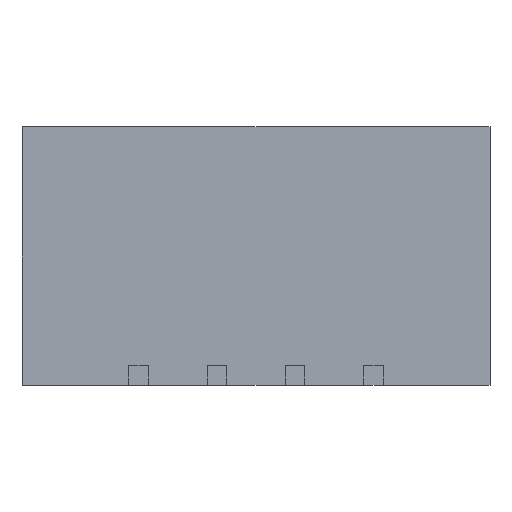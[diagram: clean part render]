
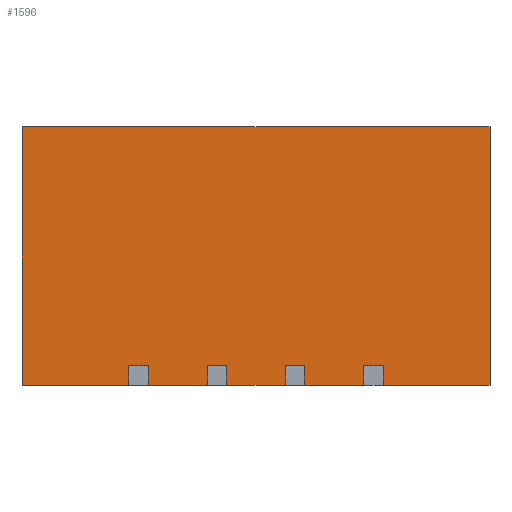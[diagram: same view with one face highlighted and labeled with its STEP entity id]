
A CAD part, front view. The second image highlights one B-rep face of the part: STEP entity #1596.
In plain terms, the highlighted planar face has unit normal (0, -1, 0).
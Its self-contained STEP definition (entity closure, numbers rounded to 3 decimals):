
#1026 = VERTEX_POINT('',#1027);
#1027 = CARTESIAN_POINT('',(5.975,-0.6,6.61));
#1078 = VERTEX_POINT('',#1079);
#1079 = CARTESIAN_POINT('',(-5.975,-0.6,6.61));
#1085 = EDGE_CURVE('',#1078,#1026,#1086,.T.);
#1086 = LINE('',#1087,#1088);
#1087 = CARTESIAN_POINT('',(-5.975,-0.6,6.61));
#1088 = VECTOR('',#1089,1.);
#1089 = DIRECTION('',(1.,0.,0.));
#1516 = VERTEX_POINT('',#1517);
#1517 = CARTESIAN_POINT('',(5.975,-0.6,0.01));
#1539 = EDGE_CURVE('',#1516,#1026,#1540,.T.);
#1540 = LINE('',#1541,#1542);
#1541 = CARTESIAN_POINT('',(5.975,-0.6,6.61));
#1542 = VECTOR('',#1543,1.);
#1543 = DIRECTION('',(0.,0.,1.));
#1564 = VERTEX_POINT('',#1565);
#1565 = CARTESIAN_POINT('',(-5.975,-0.6,0.01));
#1571 = EDGE_CURVE('',#1564,#1078,#1572,.T.);
#1572 = LINE('',#1573,#1574);
#1573 = CARTESIAN_POINT('',(-5.975,-0.6,6.61));
#1574 = VECTOR('',#1575,1.);
#1575 = DIRECTION('',(0.,0.,1.));
#1596 = ADVANCED_FACE('',(#1597),#1736,.F.);
#1597 = FACE_BOUND('',#1598,.T.);
#1598 = EDGE_LOOP('',(#1599,#1609,#1617,#1623,#1624,#1625,#1626,#1634,
    #1642,#1650,#1658,#1666,#1674,#1682,#1690,#1698,#1706,#1714,#1722,
    #1730));
#1599 = ORIENTED_EDGE('',*,*,#1600,.F.);
#1600 = EDGE_CURVE('',#1601,#1603,#1605,.T.);
#1601 = VERTEX_POINT('',#1602);
#1602 = CARTESIAN_POINT('',(3.25,-0.6,0.51));
#1603 = VERTEX_POINT('',#1604);
#1604 = CARTESIAN_POINT('',(2.75,-0.6,0.51));
#1605 = LINE('',#1606,#1607);
#1606 = CARTESIAN_POINT('',(-5.975,-0.6,0.51));
#1607 = VECTOR('',#1608,1.);
#1608 = DIRECTION('',(-1.,0.,0.));
#1609 = ORIENTED_EDGE('',*,*,#1610,.T.);
#1610 = EDGE_CURVE('',#1601,#1611,#1613,.T.);
#1611 = VERTEX_POINT('',#1612);
#1612 = CARTESIAN_POINT('',(3.25,-0.6,0.01));
#1613 = LINE('',#1614,#1615);
#1614 = CARTESIAN_POINT('',(3.25,-0.6,6.61));
#1615 = VECTOR('',#1616,1.);
#1616 = DIRECTION('',(0.,0.,-1.));
#1617 = ORIENTED_EDGE('',*,*,#1618,.T.);
#1618 = EDGE_CURVE('',#1611,#1516,#1619,.T.);
#1619 = LINE('',#1620,#1621);
#1620 = CARTESIAN_POINT('',(-5.975,-0.6,0.01));
#1621 = VECTOR('',#1622,1.);
#1622 = DIRECTION('',(1.,0.,0.));
#1623 = ORIENTED_EDGE('',*,*,#1539,.T.);
#1624 = ORIENTED_EDGE('',*,*,#1085,.F.);
#1625 = ORIENTED_EDGE('',*,*,#1571,.F.);
#1626 = ORIENTED_EDGE('',*,*,#1627,.T.);
#1627 = EDGE_CURVE('',#1564,#1628,#1630,.T.);
#1628 = VERTEX_POINT('',#1629);
#1629 = CARTESIAN_POINT('',(-3.25,-0.6,0.01));
#1630 = LINE('',#1631,#1632);
#1631 = CARTESIAN_POINT('',(-5.975,-0.6,0.01));
#1632 = VECTOR('',#1633,1.);
#1633 = DIRECTION('',(1.,0.,0.));
#1634 = ORIENTED_EDGE('',*,*,#1635,.T.);
#1635 = EDGE_CURVE('',#1628,#1636,#1638,.T.);
#1636 = VERTEX_POINT('',#1637);
#1637 = CARTESIAN_POINT('',(-3.25,-0.6,0.51));
#1638 = LINE('',#1639,#1640);
#1639 = CARTESIAN_POINT('',(-3.25,-0.6,6.61));
#1640 = VECTOR('',#1641,1.);
#1641 = DIRECTION('',(0.,0.,1.));
#1642 = ORIENTED_EDGE('',*,*,#1643,.F.);
#1643 = EDGE_CURVE('',#1644,#1636,#1646,.T.);
#1644 = VERTEX_POINT('',#1645);
#1645 = CARTESIAN_POINT('',(-2.75,-0.6,0.51));
#1646 = LINE('',#1647,#1648);
#1647 = CARTESIAN_POINT('',(-5.975,-0.6,0.51));
#1648 = VECTOR('',#1649,1.);
#1649 = DIRECTION('',(-1.,0.,0.));
#1650 = ORIENTED_EDGE('',*,*,#1651,.T.);
#1651 = EDGE_CURVE('',#1644,#1652,#1654,.T.);
#1652 = VERTEX_POINT('',#1653);
#1653 = CARTESIAN_POINT('',(-2.75,-0.6,0.01));
#1654 = LINE('',#1655,#1656);
#1655 = CARTESIAN_POINT('',(-2.75,-0.6,6.61));
#1656 = VECTOR('',#1657,1.);
#1657 = DIRECTION('',(0.,0.,-1.));
#1658 = ORIENTED_EDGE('',*,*,#1659,.T.);
#1659 = EDGE_CURVE('',#1652,#1660,#1662,.T.);
#1660 = VERTEX_POINT('',#1661);
#1661 = CARTESIAN_POINT('',(-1.25,-0.6,0.01));
#1662 = LINE('',#1663,#1664);
#1663 = CARTESIAN_POINT('',(-5.975,-0.6,0.01));
#1664 = VECTOR('',#1665,1.);
#1665 = DIRECTION('',(1.,0.,0.));
#1666 = ORIENTED_EDGE('',*,*,#1667,.T.);
#1667 = EDGE_CURVE('',#1660,#1668,#1670,.T.);
#1668 = VERTEX_POINT('',#1669);
#1669 = CARTESIAN_POINT('',(-1.25,-0.6,0.51));
#1670 = LINE('',#1671,#1672);
#1671 = CARTESIAN_POINT('',(-1.25,-0.6,6.61));
#1672 = VECTOR('',#1673,1.);
#1673 = DIRECTION('',(0.,0.,1.));
#1674 = ORIENTED_EDGE('',*,*,#1675,.F.);
#1675 = EDGE_CURVE('',#1676,#1668,#1678,.T.);
#1676 = VERTEX_POINT('',#1677);
#1677 = CARTESIAN_POINT('',(-0.75,-0.6,0.51));
#1678 = LINE('',#1679,#1680);
#1679 = CARTESIAN_POINT('',(-5.975,-0.6,0.51));
#1680 = VECTOR('',#1681,1.);
#1681 = DIRECTION('',(-1.,0.,0.));
#1682 = ORIENTED_EDGE('',*,*,#1683,.T.);
#1683 = EDGE_CURVE('',#1676,#1684,#1686,.T.);
#1684 = VERTEX_POINT('',#1685);
#1685 = CARTESIAN_POINT('',(-0.75,-0.6,0.01));
#1686 = LINE('',#1687,#1688);
#1687 = CARTESIAN_POINT('',(-0.75,-0.6,6.61));
#1688 = VECTOR('',#1689,1.);
#1689 = DIRECTION('',(0.,0.,-1.));
#1690 = ORIENTED_EDGE('',*,*,#1691,.T.);
#1691 = EDGE_CURVE('',#1684,#1692,#1694,.T.);
#1692 = VERTEX_POINT('',#1693);
#1693 = CARTESIAN_POINT('',(0.75,-0.6,0.01));
#1694 = LINE('',#1695,#1696);
#1695 = CARTESIAN_POINT('',(-5.975,-0.6,0.01));
#1696 = VECTOR('',#1697,1.);
#1697 = DIRECTION('',(1.,0.,0.));
#1698 = ORIENTED_EDGE('',*,*,#1699,.T.);
#1699 = EDGE_CURVE('',#1692,#1700,#1702,.T.);
#1700 = VERTEX_POINT('',#1701);
#1701 = CARTESIAN_POINT('',(0.75,-0.6,0.51));
#1702 = LINE('',#1703,#1704);
#1703 = CARTESIAN_POINT('',(0.75,-0.6,6.61));
#1704 = VECTOR('',#1705,1.);
#1705 = DIRECTION('',(0.,0.,1.));
#1706 = ORIENTED_EDGE('',*,*,#1707,.F.);
#1707 = EDGE_CURVE('',#1708,#1700,#1710,.T.);
#1708 = VERTEX_POINT('',#1709);
#1709 = CARTESIAN_POINT('',(1.25,-0.6,0.51));
#1710 = LINE('',#1711,#1712);
#1711 = CARTESIAN_POINT('',(-5.975,-0.6,0.51));
#1712 = VECTOR('',#1713,1.);
#1713 = DIRECTION('',(-1.,0.,0.));
#1714 = ORIENTED_EDGE('',*,*,#1715,.T.);
#1715 = EDGE_CURVE('',#1708,#1716,#1718,.T.);
#1716 = VERTEX_POINT('',#1717);
#1717 = CARTESIAN_POINT('',(1.25,-0.6,0.01));
#1718 = LINE('',#1719,#1720);
#1719 = CARTESIAN_POINT('',(1.25,-0.6,6.61));
#1720 = VECTOR('',#1721,1.);
#1721 = DIRECTION('',(0.,0.,-1.));
#1722 = ORIENTED_EDGE('',*,*,#1723,.T.);
#1723 = EDGE_CURVE('',#1716,#1724,#1726,.T.);
#1724 = VERTEX_POINT('',#1725);
#1725 = CARTESIAN_POINT('',(2.75,-0.6,0.01));
#1726 = LINE('',#1727,#1728);
#1727 = CARTESIAN_POINT('',(-5.975,-0.6,0.01));
#1728 = VECTOR('',#1729,1.);
#1729 = DIRECTION('',(1.,0.,0.));
#1730 = ORIENTED_EDGE('',*,*,#1731,.T.);
#1731 = EDGE_CURVE('',#1724,#1603,#1732,.T.);
#1732 = LINE('',#1733,#1734);
#1733 = CARTESIAN_POINT('',(2.75,-0.6,6.61));
#1734 = VECTOR('',#1735,1.);
#1735 = DIRECTION('',(0.,0.,1.));
#1736 = PLANE('',#1737);
#1737 = AXIS2_PLACEMENT_3D('',#1738,#1739,#1740);
#1738 = CARTESIAN_POINT('',(-5.975,-0.6,6.61));
#1739 = DIRECTION('',(0.,1.,0.));
#1740 = DIRECTION('',(-1.,0.,0.));
